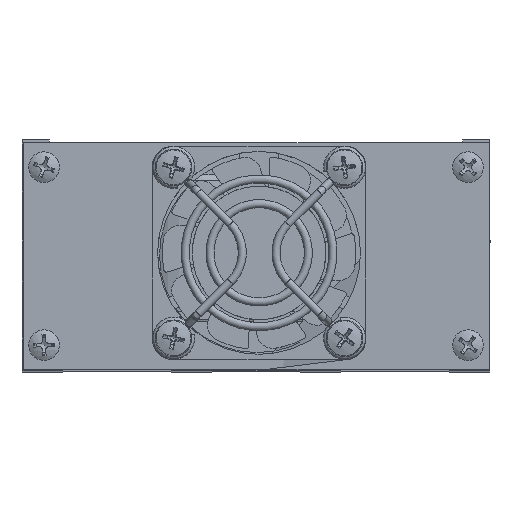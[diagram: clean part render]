
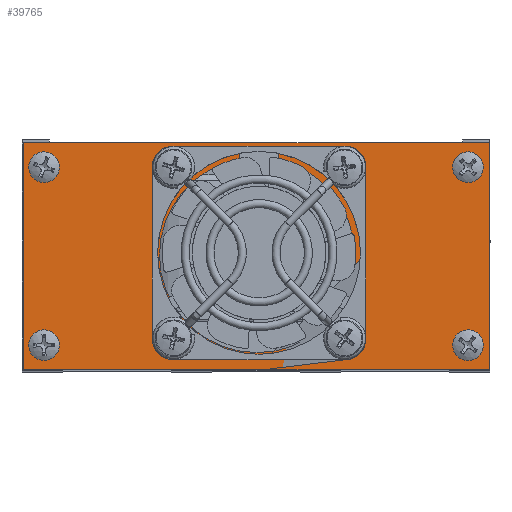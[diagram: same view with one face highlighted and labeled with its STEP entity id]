
A CAD part, top view. The second image highlights one B-rep face of the part: STEP entity #39765.
In plain terms, the highlighted face is planar.
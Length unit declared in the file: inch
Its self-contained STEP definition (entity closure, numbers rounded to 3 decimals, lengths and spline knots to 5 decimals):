
#39367=CARTESIAN_POINT('',(2.42975,0.844,0.0));
#39368=VERTEX_POINT('',#39367);
#39369=CARTESIAN_POINT('',(1.711,0.844,0.0));
#39370=DIRECTION('',(0.0,0.0,1.0));
#39371=DIRECTION('',(-1.0,0.0,0.0));
#39372=AXIS2_PLACEMENT_3D('',#39369,#39370,#39371);
#39373=CIRCLE('',#39372,0.71875);
#39374=EDGE_CURVE('',#39368,#39368,#39373,.T.);
#39395=CARTESIAN_POINT('',(3.36694,0.18,0.0));
#39396=VERTEX_POINT('',#39395);
#39397=CARTESIAN_POINT('',(3.281,0.18,0.0));
#39398=DIRECTION('',(0.0,0.0,1.0));
#39399=DIRECTION('',(-1.0,0.0,0.0));
#39400=AXIS2_PLACEMENT_3D('',#39397,#39398,#39399);
#39401=CIRCLE('',#39400,0.08594);
#39402=EDGE_CURVE('',#39396,#39396,#39401,.T.);
#39423=CARTESIAN_POINT('',(3.36694,1.492,0.0));
#39424=VERTEX_POINT('',#39423);
#39425=CARTESIAN_POINT('',(3.281,1.492,0.0));
#39426=DIRECTION('',(0.0,0.0,1.0));
#39427=DIRECTION('',(-1.0,0.0,0.0));
#39428=AXIS2_PLACEMENT_3D('',#39425,#39426,#39427);
#39429=CIRCLE('',#39428,0.08594);
#39430=EDGE_CURVE('',#39424,#39424,#39429,.T.);
#39451=CARTESIAN_POINT('',(0.24194,0.18,0.0));
#39452=VERTEX_POINT('',#39451);
#39453=CARTESIAN_POINT('',(0.156,0.18,0.0));
#39454=DIRECTION('',(0.0,0.0,1.0));
#39455=DIRECTION('',(-1.0,0.0,0.0));
#39456=AXIS2_PLACEMENT_3D('',#39453,#39454,#39455);
#39457=CIRCLE('',#39456,0.08594);
#39458=EDGE_CURVE('',#39452,#39452,#39457,.T.);
#39479=CARTESIAN_POINT('',(0.24194,1.492,0.0));
#39480=VERTEX_POINT('',#39479);
#39481=CARTESIAN_POINT('',(0.156,1.492,0.0));
#39482=DIRECTION('',(0.0,0.0,1.0));
#39483=DIRECTION('',(-1.0,0.0,0.0));
#39484=AXIS2_PLACEMENT_3D('',#39481,#39482,#39483);
#39485=CIRCLE('',#39484,0.08594);
#39486=EDGE_CURVE('',#39480,#39480,#39485,.T.);
#39507=CARTESIAN_POINT('',(1.12069,0.199,0.0));
#39508=VERTEX_POINT('',#39507);
#39509=CARTESIAN_POINT('',(1.066,0.199,0.0));
#39510=DIRECTION('',(0.0,0.0,1.0));
#39511=DIRECTION('',(-1.0,0.0,0.0));
#39512=AXIS2_PLACEMENT_3D('',#39509,#39510,#39511);
#39513=CIRCLE('',#39512,0.05469);
#39514=EDGE_CURVE('',#39508,#39508,#39513,.T.);
#39535=CARTESIAN_POINT('',(2.41069,0.199,0.0));
#39536=VERTEX_POINT('',#39535);
#39537=CARTESIAN_POINT('',(2.356,0.199,0.0));
#39538=DIRECTION('',(0.0,0.0,1.0));
#39539=DIRECTION('',(-1.0,0.0,0.0));
#39540=AXIS2_PLACEMENT_3D('',#39537,#39538,#39539);
#39541=CIRCLE('',#39540,0.05469);
#39542=EDGE_CURVE('',#39536,#39536,#39541,.T.);
#39563=CARTESIAN_POINT('',(2.41069,1.489,0.0));
#39564=VERTEX_POINT('',#39563);
#39565=CARTESIAN_POINT('',(2.356,1.489,0.0));
#39566=DIRECTION('',(0.0,0.0,1.0));
#39567=DIRECTION('',(-1.0,0.0,0.0));
#39568=AXIS2_PLACEMENT_3D('',#39565,#39566,#39567);
#39569=CIRCLE('',#39568,0.05469);
#39570=EDGE_CURVE('',#39564,#39564,#39569,.T.);
#39591=CARTESIAN_POINT('',(1.12069,1.489,0.0));
#39592=VERTEX_POINT('',#39591);
#39593=CARTESIAN_POINT('',(1.066,1.489,0.0));
#39594=DIRECTION('',(0.0,0.0,1.0));
#39595=DIRECTION('',(-1.0,0.0,0.0));
#39596=AXIS2_PLACEMENT_3D('',#39593,#39594,#39595);
#39597=CIRCLE('',#39596,0.05469);
#39598=EDGE_CURVE('',#39592,#39592,#39597,.T.);
#39618=CARTESIAN_POINT('',(0.,1.671,0.0));
#39619=VERTEX_POINT('',#39618);
#39626=CARTESIAN_POINT('',(0.0,0.0,0.0));
#39627=VERTEX_POINT('',#39626);
#39628=CARTESIAN_POINT('',(0.,1.671,0.0));
#39629=DIRECTION('',(0.0,-1.0,0.0));
#39630=VECTOR('',#39629,1.671);
#39631=LINE('',#39628,#39630);
#39632=EDGE_CURVE('',#39619,#39627,#39631,.T.);
#39656=CARTESIAN_POINT('',(3.43,1.671,0.0));
#39657=VERTEX_POINT('',#39656);
#39664=CARTESIAN_POINT('',(3.43,1.671,0.0));
#39665=DIRECTION('',(-1.0,0.0,0.0));
#39666=VECTOR('',#39665,3.43);
#39667=LINE('',#39664,#39666);
#39668=EDGE_CURVE('',#39657,#39619,#39667,.T.);
#39687=CARTESIAN_POINT('',(3.43,0.0,0.0));
#39688=VERTEX_POINT('',#39687);
#39695=CARTESIAN_POINT('',(3.43,0.0,0.0));
#39696=DIRECTION('',(0.0,1.0,0.0));
#39697=VECTOR('',#39696,1.671);
#39698=LINE('',#39695,#39697);
#39699=EDGE_CURVE('',#39688,#39657,#39698,.T.);
#39717=CARTESIAN_POINT('',(0.0,0.0,0.0));
#39718=DIRECTION('',(1.0,0.0,0.0));
#39719=VECTOR('',#39718,3.43);
#39720=LINE('',#39717,#39719);
#39721=EDGE_CURVE('',#39627,#39688,#39720,.T.);
#39727=CARTESIAN_POINT('',(1.715,0.8355,0.0));
#39728=DIRECTION('',(0.0,0.0,1.0));
#39729=DIRECTION('',(1.0,0.0,0.0));
#39730=AXIS2_PLACEMENT_3D('',#39727,#39728,#39729);
#39731=PLANE('',#39730);
#39732=ORIENTED_EDGE('',*,*,#39721,.F.);
#39733=ORIENTED_EDGE('',*,*,#39632,.F.);
#39734=ORIENTED_EDGE('',*,*,#39668,.F.);
#39735=ORIENTED_EDGE('',*,*,#39699,.F.);
#39736=EDGE_LOOP('',(#39732,#39733,#39734,#39735));
#39737=FACE_OUTER_BOUND('',#39736,.T.);
#39738=ORIENTED_EDGE('',*,*,#39374,.T.);
#39739=EDGE_LOOP('',(#39738));
#39740=FACE_BOUND('',#39739,.T.);
#39741=ORIENTED_EDGE('',*,*,#39402,.T.);
#39742=EDGE_LOOP('',(#39741));
#39743=FACE_BOUND('',#39742,.T.);
#39744=ORIENTED_EDGE('',*,*,#39430,.T.);
#39745=EDGE_LOOP('',(#39744));
#39746=FACE_BOUND('',#39745,.T.);
#39747=ORIENTED_EDGE('',*,*,#39458,.T.);
#39748=EDGE_LOOP('',(#39747));
#39749=FACE_BOUND('',#39748,.T.);
#39750=ORIENTED_EDGE('',*,*,#39486,.T.);
#39751=EDGE_LOOP('',(#39750));
#39752=FACE_BOUND('',#39751,.T.);
#39753=ORIENTED_EDGE('',*,*,#39514,.T.);
#39754=EDGE_LOOP('',(#39753));
#39755=FACE_BOUND('',#39754,.T.);
#39756=ORIENTED_EDGE('',*,*,#39542,.T.);
#39757=EDGE_LOOP('',(#39756));
#39758=FACE_BOUND('',#39757,.T.);
#39759=ORIENTED_EDGE('',*,*,#39570,.T.);
#39760=EDGE_LOOP('',(#39759));
#39761=FACE_BOUND('',#39760,.T.);
#39762=ORIENTED_EDGE('',*,*,#39598,.T.);
#39763=EDGE_LOOP('',(#39762));
#39764=FACE_BOUND('',#39763,.T.);
#39765=ADVANCED_FACE('',(#39737,#39740,#39743,#39746,#39749,#39752,#39755,#39758,#39761,#39764),#39731,.F.);
